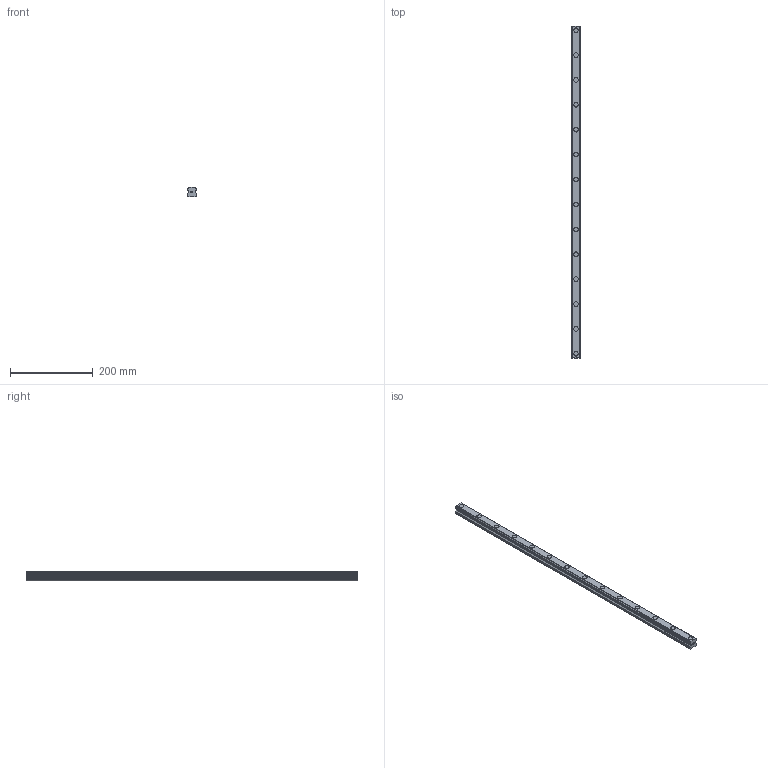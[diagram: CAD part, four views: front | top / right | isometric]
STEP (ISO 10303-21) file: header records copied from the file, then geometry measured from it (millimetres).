
FILE_DESCRIPTION(('STEP AP214'),'1');
FILE_NAME('cctmp_339922F1-089C-4250-89F9-5DA868CF1E94_2020_5_28_9_9_1_750..stp','2020-05-28T07:09:01',('HIWIN GmbH'),('CADClick - www.CADClick.com'),'Spatial InterOp 3D',' ','unknown authorization');
FILE_SCHEMA(('AUTOMOTIVE_DESIGN'));
Length unit declared in the file: millimetre
Products named in the file (1): HGR25R800H_FILE
Bounding box: 23 x 800 x 22 mm (x, y, z)
Volume: 331750.6 mm3; surface area: 83265.5 mm2
Topology: 1 solids, 1 shells, 279 faces, 735 edges, 490 vertices
Faces by surface type: plane 173, cylinder 106
Entity records: 11009 total; most frequent: DIRECTION 1619, CARTESIAN_POINT 1505, ORIENTED_EDGE 1470, EDGE_CURVE 735, AXIS2_PLACEMENT_3D 604, VERTEX_POINT 490, LINE 411, VECTOR 411
